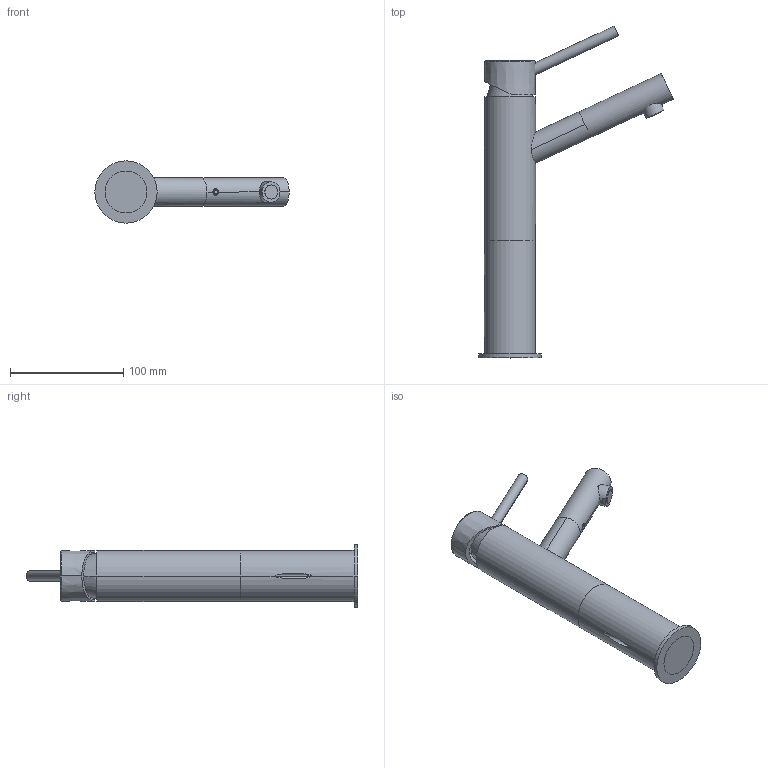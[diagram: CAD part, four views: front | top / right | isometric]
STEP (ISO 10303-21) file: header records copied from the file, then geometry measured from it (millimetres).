
FILE_DESCRIPTION((''),'2;1');
FILE_NAME('BI071CR93','2021-11-03T15:34:55',('ut3'),('PAFFONI SpA'),'CREO PARAMETRIC BY PTC INC, 2020044','CREO PARAMETRIC BY PTC INC, 2020044','');
FILE_SCHEMA(('CONFIG_CONTROL_DESIGN','SHAPE_APPEARANCE_LAYERS_GROUPS'));
Length unit declared in the file: millimetre
Products named in the file (1): BI071CR93
Bounding box: 171.45 x 292.84 x 55 mm (x, y, z)
Surface area: 66820.7 mm2 (no closed solid volume)
Topology: 0 solids, 12 shells, 159 faces, 403 edges, 238 vertices
Faces by surface type: cylinder 48, bspline 40, plane 36, torus 17, cone 9, sphere 9
Entity records: 7907 total; most frequent: CARTESIAN_POINT 3227, ORIENTED_EDGE 719, DIRECTION 713, EDGE_CURVE 399, AXIS2_PLACEMENT_3D 306, VERTEX_POINT 238, CIRCLE 187, FILL_AREA_STYLE_COLOUR 163
